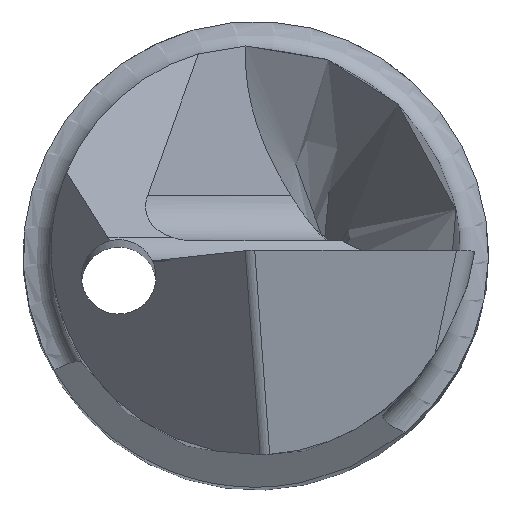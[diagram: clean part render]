
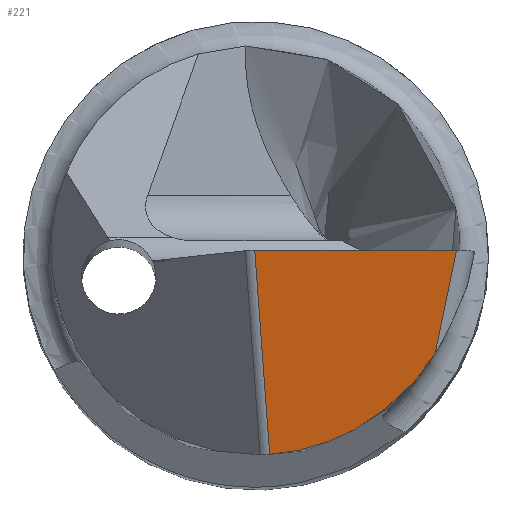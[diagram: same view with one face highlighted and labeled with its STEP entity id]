
A CAD part, top view. The second image highlights one B-rep face of the part: STEP entity #221.
In plain terms, the highlighted planar face has unit normal (-0.004, -0.174, 0.985).
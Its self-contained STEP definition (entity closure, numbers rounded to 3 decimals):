
#159 = ORIENTED_EDGE ( 'NONE', *, *, #1158, .T. ) ;
#221 = ADVANCED_FACE ( 'NONE', ( #841 ), #1273, .T. ) ;
#225 = DIRECTION ( 'NONE',  ( 0.072, -0.982, -0.173 ) ) ;
#265 = DIRECTION ( 'NONE',  ( -1., 0., -0.004 ) ) ;
#270 = VERTEX_POINT ( 'NONE', #649 ) ;
#285 = VECTOR ( 'NONE', #939, 1000. ) ;
#289 = AXIS2_PLACEMENT_3D ( 'NONE', #739, #756, #1409 ) ;
#292 = ORIENTED_EDGE ( 'NONE', *, *, #466, .T. ) ;
#314 =( BOUNDED_CURVE ( )  B_SPLINE_CURVE ( 3, ( #928, #719, #1354, #1126 ),
 .UNSPECIFIED., .F., .T. ) 
 B_SPLINE_CURVE_WITH_KNOTS ( ( 4, 4 ),
 ( 5.752, 6.191 ),
 .UNSPECIFIED. ) 
 CURVE ( )  GEOMETRIC_REPRESENTATION_ITEM ( )  RATIONAL_B_SPLINE_CURVE ( ( 1., 0.984, 0.984, 1. ) ) 
 REPRESENTATION_ITEM ( '' )  );
#321 = LINE ( 'NONE', #401, #285 ) ;
#332 =( BOUNDED_CURVE ( )  B_SPLINE_CURVE ( 3, ( #837, #737, #1284, #946 ),
 .UNSPECIFIED., .F., .T. ) 
 B_SPLINE_CURVE_WITH_KNOTS ( ( 4, 4 ),
 ( 5.255, 5.752 ),
 .UNSPECIFIED. ) 
 CURVE ( )  GEOMETRIC_REPRESENTATION_ITEM ( )  RATIONAL_B_SPLINE_CURVE ( ( 1., 0.98, 0.98, 1. ) ) 
 REPRESENTATION_ITEM ( '' )  );
#401 = CARTESIAN_POINT ( 'NONE',  ( 2.091, -0.321, 46.946 ) ) ;
#415 = EDGE_CURVE ( 'NONE', #695, #915, #579, .T. ) ;
#466 = EDGE_CURVE ( 'NONE', #915, #270, #1175, .T. ) ;
#579 = LINE ( 'NONE', #1230, #1299 ) ;
#625 = CARTESIAN_POINT ( 'NONE',  ( -0.012, -0.003, 46.993 ) ) ;
#649 = CARTESIAN_POINT ( 'NONE',  ( 0.149, -2.195, 46.608 ) ) ;
#695 = VERTEX_POINT ( 'NONE', #793 ) ;
#709 = EDGE_CURVE ( 'NONE', #710, #270, #314, .T. ) ;
#710 = VERTEX_POINT ( 'NONE', #1010 ) ;
#719 = CARTESIAN_POINT ( 'NONE',  ( 0.784, -2.081, 46.63 ) ) ;
#722 = ORIENTED_EDGE ( 'NONE', *, *, #415, .T. ) ;
#737 = CARTESIAN_POINT ( 'NONE',  ( 1.711, -1.454, 46.745 ) ) ;
#739 = CARTESIAN_POINT ( 'NONE',  ( 0., 0.1, 47.012 ) ) ;
#756 = DIRECTION ( 'NONE',  ( -0.004, -0.174, 0.985 ) ) ;
#768 = CARTESIAN_POINT ( 'NONE',  ( -0.019, 0.099, 47.011 ) ) ;
#779 = ORIENTED_EDGE ( 'NONE', *, *, #709, .F. ) ;
#793 = CARTESIAN_POINT ( 'NONE',  ( 2.157, -0.002, 47.003 ) ) ;
#837 = CARTESIAN_POINT ( 'NONE',  ( 1.927, -1.115, 46.806 ) ) ;
#841 = FACE_OUTER_BOUND ( 'NONE', #926, .T. ) ;
#915 = VERTEX_POINT ( 'NONE', #625 ) ;
#920 = VECTOR ( 'NONE', #225, 1000. ) ;
#926 = EDGE_LOOP ( 'NONE', ( #159, #722, #292, #779, #1120 ) ) ;
#928 = CARTESIAN_POINT ( 'NONE',  ( 1.067, -1.924, 46.659 ) ) ;
#939 = DIRECTION ( 'NONE',  ( 0.2, 0.965, 0.171 ) ) ;
#946 = CARTESIAN_POINT ( 'NONE',  ( 1.067, -1.924, 46.659 ) ) ;
#1010 = CARTESIAN_POINT ( 'NONE',  ( 1.067, -1.924, 46.659 ) ) ;
#1090 = CARTESIAN_POINT ( 'NONE',  ( 1.927, -1.115, 46.806 ) ) ;
#1120 = ORIENTED_EDGE ( 'NONE', *, *, #1185, .F. ) ;
#1126 = CARTESIAN_POINT ( 'NONE',  ( 0.149, -2.195, 46.608 ) ) ;
#1158 = EDGE_CURVE ( 'NONE', #1253, #695, #321, .T. ) ;
#1175 = LINE ( 'NONE', #768, #920 ) ;
#1185 = EDGE_CURVE ( 'NONE', #1253, #710, #332, .T. ) ;
#1230 = CARTESIAN_POINT ( 'NONE',  ( 0., -0.003, 46.993 ) ) ;
#1253 = VERTEX_POINT ( 'NONE', #1090 ) ;
#1273 = PLANE ( 'NONE',  #289 ) ;
#1284 = CARTESIAN_POINT ( 'NONE',  ( 1.418, -1.729, 46.695 ) ) ;
#1299 = VECTOR ( 'NONE', #265, 1000. ) ;
#1354 = CARTESIAN_POINT ( 'NONE',  ( 0.473, -2.173, 46.613 ) ) ;
#1409 = DIRECTION ( 'NONE',  ( 0., -0.985, -0.174 ) ) ;
